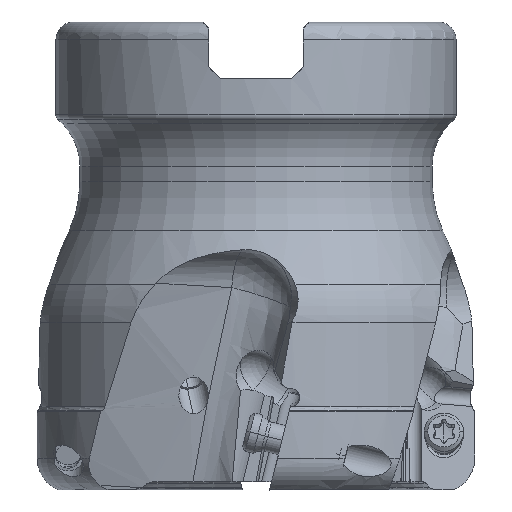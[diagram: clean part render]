
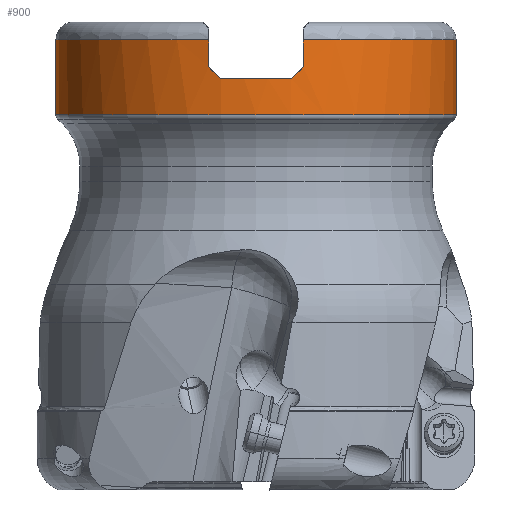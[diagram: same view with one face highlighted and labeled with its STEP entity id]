
A CAD part, front view. The second image highlights one B-rep face of the part: STEP entity #900.
In plain terms, the highlighted cylindrical face has radius 16.77 mm (diameter 33.54 mm), a partial arc.
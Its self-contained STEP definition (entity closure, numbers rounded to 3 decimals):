
#252=CYLINDRICAL_SURFACE('',#7821,16.77);
#509=FACE_OUTER_BOUND('',#1465,.T.);
#900=ADVANCED_FACE('',(#509),#252,.T.);
#1465=EDGE_LOOP('',(#3805,#3806,#3807,#3808,#3809,#3810,#3811,#3812,#3813,
#3814));
#1909=LINE('',#15133,#2214);
#1910=LINE('',#15135,#2215);
#1920=LINE('',#15241,#2225);
#1921=LINE('',#15255,#2226);
#2214=VECTOR('',#9145,1.);
#2215=VECTOR('',#9146,1.);
#2225=VECTOR('',#9182,1.);
#2226=VECTOR('',#9187,1.);
#2541=CIRCLE('',#7809,16.77);
#2546=CIRCLE('',#7818,16.77);
#2547=CIRCLE('',#7819,16.77);
#2548=CIRCLE('',#7820,16.77);
#3805=ORIENTED_EDGE('',*,*,#6410,.T.);
#3806=ORIENTED_EDGE('',*,*,#6411,.T.);
#3807=ORIENTED_EDGE('',*,*,#6412,.T.);
#3808=ORIENTED_EDGE('',*,*,#6413,.F.);
#3809=ORIENTED_EDGE('',*,*,#6414,.F.);
#3810=ORIENTED_EDGE('',*,*,#6415,.F.);
#3811=ORIENTED_EDGE('',*,*,#6383,.T.);
#3812=ORIENTED_EDGE('',*,*,#6416,.T.);
#3813=ORIENTED_EDGE('',*,*,#6382,.T.);
#3814=ORIENTED_EDGE('',*,*,#6394,.T.);
#5462=VERTEX_POINT('',#15128);
#5463=VERTEX_POINT('',#15130);
#5464=VERTEX_POINT('',#15134);
#5465=VERTEX_POINT('',#15136);
#5475=VERTEX_POINT('',#15181);
#5487=VERTEX_POINT('',#15240);
#5488=VERTEX_POINT('',#15247);
#5489=VERTEX_POINT('',#15249);
#5490=VERTEX_POINT('',#15254);
#5491=VERTEX_POINT('',#15256);
#6382=EDGE_CURVE('',#5462,#5464,#1909,.T.);
#6383=EDGE_CURVE('',#5465,#5463,#1910,.T.);
#6394=EDGE_CURVE('',#5464,#5475,#2541,.T.);
#6410=EDGE_CURVE('',#5475,#5487,#1920,.T.);
#6411=EDGE_CURVE('',#5487,#5488,#7205,.T.);
#6412=EDGE_CURVE('',#5488,#5489,#2546,.T.);
#6413=EDGE_CURVE('',#5490,#5489,#7206,.T.);
#6414=EDGE_CURVE('',#5491,#5490,#1921,.T.);
#6415=EDGE_CURVE('',#5465,#5491,#2547,.T.);
#6416=EDGE_CURVE('',#5463,#5462,#2548,.T.);
#7205=B_SPLINE_CURVE_WITH_KNOTS('',3,(#15243,#15244,#15245,#15246),
 .UNSPECIFIED.,.F.,.F.,(4,4),(0.,1.),.UNSPECIFIED.);
#7206=B_SPLINE_CURVE_WITH_KNOTS('',3,(#15250,#15251,#15252,#15253),
 .UNSPECIFIED.,.F.,.F.,(4,4),(0.,1.),.UNSPECIFIED.);
#7809=AXIS2_PLACEMENT_3D('',#15182,#9159,#9160);
#7818=AXIS2_PLACEMENT_3D('',#15248,#9185,#9186);
#7819=AXIS2_PLACEMENT_3D('',#15257,#9188,#9189);
#7820=AXIS2_PLACEMENT_3D('',#15258,#9190,#9191);
#7821=AXIS2_PLACEMENT_3D('',#15259,#9192,#9193);
#9145=DIRECTION('',(0.,0.,1.));
#9146=DIRECTION('',(0.,0.,-1.));
#9159=DIRECTION('',(0.,0.,-1.));
#9160=DIRECTION('',(1.,0.,0.));
#9182=DIRECTION('',(0.,0.,-1.));
#9185=DIRECTION('',(0.,0.,-1.));
#9186=DIRECTION('',(0.177,-0.984,0.));
#9187=DIRECTION('',(0.,0.,-1.));
#9188=DIRECTION('',(0.,0.,1.));
#9189=DIRECTION('',(-1.,0.,0.));
#9190=DIRECTION('',(0.,0.,1.));
#9191=DIRECTION('',(-1.,0.,0.));
#9192=DIRECTION('',(0.,0.,-1.));
#9193=DIRECTION('',(-1.,0.,0.));
#15128=CARTESIAN_POINT('',(16.77,0.,-7.793));
#15130=CARTESIAN_POINT('',(-16.77,0.,-7.793));
#15133=CARTESIAN_POINT('',(16.77,0.,-7.793));
#15134=CARTESIAN_POINT('',(16.77,0.,-1.5));
#15135=CARTESIAN_POINT('',(-16.77,0.,-1.5));
#15136=CARTESIAN_POINT('',(-16.77,0.,-1.5));
#15181=CARTESIAN_POINT('',(3.97,-16.293,-1.5));
#15182=CARTESIAN_POINT('',(0.,0.,-1.5));
#15240=CARTESIAN_POINT('',(3.97,-16.293,-3.76));
#15241=CARTESIAN_POINT('',(3.97,-16.293,-1.5));
#15243=CARTESIAN_POINT('',(3.97,-16.293,-3.76));
#15244=CARTESIAN_POINT('',(3.638,-16.374,-4.092));
#15245=CARTESIAN_POINT('',(3.304,-16.445,-4.426));
#15246=CARTESIAN_POINT('',(2.97,-16.505,-4.76));
#15247=CARTESIAN_POINT('',(2.97,-16.505,-4.76));
#15248=CARTESIAN_POINT('',(0.,0.,-4.76));
#15249=CARTESIAN_POINT('',(-2.97,-16.505,-4.76));
#15250=CARTESIAN_POINT('',(-3.97,-16.293,-3.76));
#15251=CARTESIAN_POINT('',(-3.638,-16.374,-4.092));
#15252=CARTESIAN_POINT('',(-3.304,-16.445,-4.426));
#15253=CARTESIAN_POINT('',(-2.97,-16.505,-4.76));
#15254=CARTESIAN_POINT('',(-3.97,-16.293,-3.76));
#15255=CARTESIAN_POINT('',(-3.97,-16.293,-1.5));
#15256=CARTESIAN_POINT('',(-3.97,-16.293,-1.5));
#15257=CARTESIAN_POINT('',(0.,0.,-1.5));
#15258=CARTESIAN_POINT('',(0.,0.,-7.793));
#15259=CARTESIAN_POINT('',(0.,0.,-1.374));
